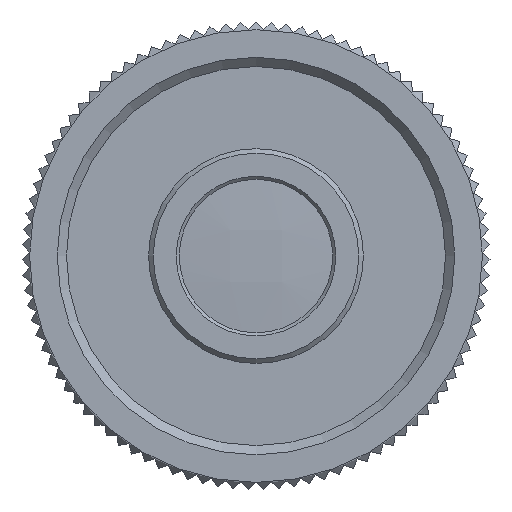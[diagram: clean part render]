
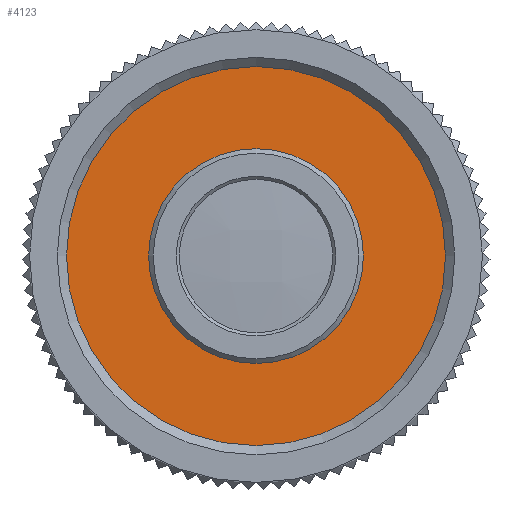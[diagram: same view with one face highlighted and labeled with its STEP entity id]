
A CAD part, front view. The second image highlights one B-rep face of the part: STEP entity #4123.
In plain terms, the highlighted planar face has unit normal (0, -1, 0).
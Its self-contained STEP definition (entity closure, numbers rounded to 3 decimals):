
#398 = CARTESIAN_POINT ( 'NONE',  ( 0., -4.2, 7. ) ) ;
#473 = VERTEX_POINT ( 'NONE', #398 ) ;
#595 = CARTESIAN_POINT ( 'NONE',  ( 0., -4.2, 0. ) ) ;
#753 = PLANE ( 'NONE',  #7694 ) ;
#881 = DIRECTION ( 'NONE',  ( 0., 0., 1. ) ) ;
#949 = CIRCLE ( 'NONE', #5565, 12.8 ) ;
#1100 = CARTESIAN_POINT ( 'NONE',  ( 0., -4.2, 12.8 ) ) ;
#1302 = DIRECTION ( 'NONE',  ( 0., -1., 0. ) ) ;
#1844 = DIRECTION ( 'NONE',  ( 0., 0., -1. ) ) ;
#2320 = DIRECTION ( 'NONE',  ( 0., 0., 1. ) ) ;
#3152 = FACE_BOUND ( 'NONE', #4804, .T. ) ;
#3191 = FACE_OUTER_BOUND ( 'NONE', #7325, .T. ) ;
#3917 = ORIENTED_EDGE ( 'NONE', *, *, #4172, .T. ) ;
#3953 = AXIS2_PLACEMENT_3D ( 'NONE', #595, #5841, #2320 ) ;
#4123 = ADVANCED_FACE ( 'NONE', ( #3152, #3191 ), #753, .T. ) ;
#4172 = EDGE_CURVE ( 'NONE', #5758, #5758, #949, .T. ) ;
#4364 = EDGE_CURVE ( 'NONE', #473, #473, #5696, .T. ) ;
#4393 = DIRECTION ( 'NONE',  ( 0., -1., 0. ) ) ;
#4804 = EDGE_LOOP ( 'NONE', ( #6078 ) ) ;
#4973 = CARTESIAN_POINT ( 'NONE',  ( 0., -4.2, 12.8 ) ) ;
#5565 = AXIS2_PLACEMENT_3D ( 'NONE', #6775, #1302, #881 ) ;
#5696 = CIRCLE ( 'NONE', #3953, 7. ) ;
#5758 = VERTEX_POINT ( 'NONE', #1100 ) ;
#5841 = DIRECTION ( 'NONE',  ( 0., 1., 0. ) ) ;
#6078 = ORIENTED_EDGE ( 'NONE', *, *, #4364, .T. ) ;
#6775 = CARTESIAN_POINT ( 'NONE',  ( 0., -4.2, 0. ) ) ;
#7325 = EDGE_LOOP ( 'NONE', ( #3917 ) ) ;
#7694 = AXIS2_PLACEMENT_3D ( 'NONE', #4973, #4393, #1844 ) ;
